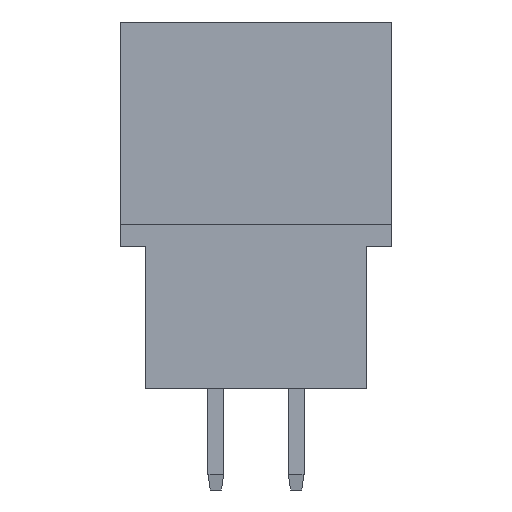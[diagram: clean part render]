
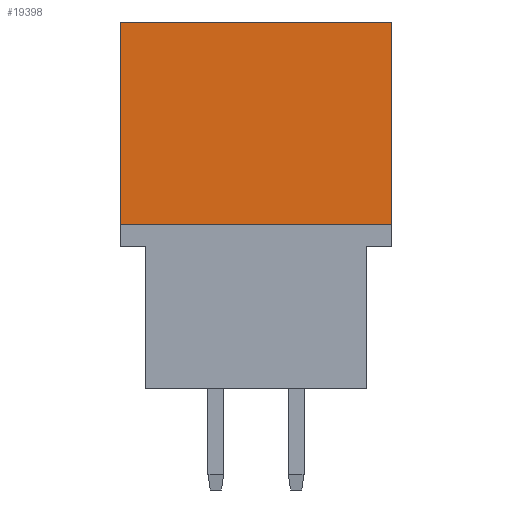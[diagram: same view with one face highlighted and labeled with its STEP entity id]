
A CAD part, left-side view. The second image highlights one B-rep face of the part: STEP entity #19398.
In plain terms, the highlighted planar face has unit normal (-1, 0, 0).
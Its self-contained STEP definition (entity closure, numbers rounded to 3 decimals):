
#1008 = VERTEX_POINT('',#1009);
#1009 = CARTESIAN_POINT('',(31.,0.,11.6));
#1026 = VERTEX_POINT('',#1027);
#1027 = CARTESIAN_POINT('',(31.,8.6,11.6));
#1033 = EDGE_CURVE('',#1008,#1026,#1034,.T.);
#1034 = LINE('',#1035,#1036);
#1035 = CARTESIAN_POINT('',(31.,0.,11.6));
#1036 = VECTOR('',#1037,1.);
#1037 = DIRECTION('',(0.,1.,0.));
#8592 = VERTEX_POINT('',#8593);
#8593 = CARTESIAN_POINT('',(31.,0.,5.2));
#8599 = EDGE_CURVE('',#8600,#8592,#8602,.T.);
#8600 = VERTEX_POINT('',#8601);
#8601 = CARTESIAN_POINT('',(31.,8.6,5.2));
#8602 = LINE('',#8603,#8604);
#8603 = CARTESIAN_POINT('',(31.,0.,5.2));
#8604 = VECTOR('',#8605,1.);
#8605 = DIRECTION('',(0.,-1.,0.));
#13845 = EDGE_CURVE('',#1026,#8600,#13846,.T.);
#13846 = LINE('',#13847,#13848);
#13847 = CARTESIAN_POINT('',(31.,8.6,0.));
#13848 = VECTOR('',#13849,1.);
#13849 = DIRECTION('',(0.,0.,-1.));
#19345 = EDGE_CURVE('',#8592,#1008,#19346,.T.);
#19346 = LINE('',#19347,#19348);
#19347 = CARTESIAN_POINT('',(31.,0.,0.));
#19348 = VECTOR('',#19349,1.);
#19349 = DIRECTION('',(0.,0.,1.));
#19398 = ADVANCED_FACE('',(#19399),#19405,.T.);
#19399 = FACE_BOUND('',#19400,.T.);
#19400 = EDGE_LOOP('',(#19401,#19402,#19403,#19404));
#19401 = ORIENTED_EDGE('',*,*,#1033,.T.);
#19402 = ORIENTED_EDGE('',*,*,#13845,.T.);
#19403 = ORIENTED_EDGE('',*,*,#8599,.T.);
#19404 = ORIENTED_EDGE('',*,*,#19345,.T.);
#19405 = PLANE('',#19406);
#19406 = AXIS2_PLACEMENT_3D('',#19407,#19408,#19409);
#19407 = CARTESIAN_POINT('',(31.,-0.215,11.76));
#19408 = DIRECTION('',(-1.,0.,0.));
#19409 = DIRECTION('',(0.,1.,0.));
